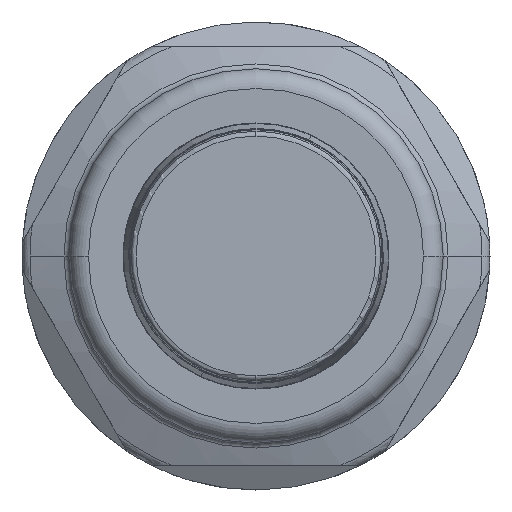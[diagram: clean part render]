
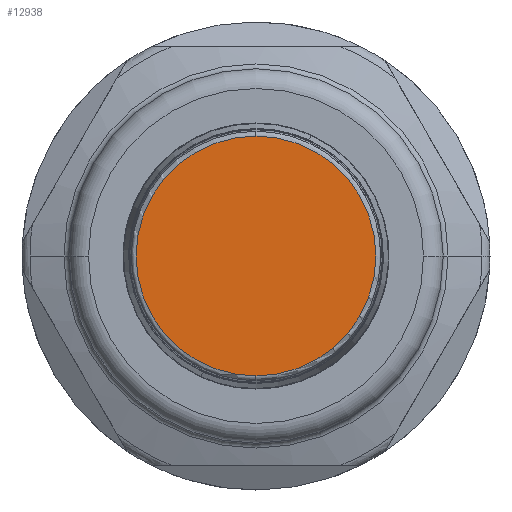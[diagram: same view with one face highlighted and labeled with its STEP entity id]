
A CAD part, left-side view. The second image highlights one B-rep face of the part: STEP entity #12938.
In plain terms, the highlighted planar face has unit normal (-1, 0, 0).
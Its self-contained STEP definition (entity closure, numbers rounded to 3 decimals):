
#165 = CARTESIAN_POINT ( 'NONE',  ( 40.8, 0., 0. ) ) ;
#956 = DIRECTION ( 'NONE',  ( 0., 0.417, -0.909 ) ) ;
#2046 = AXIS2_PLACEMENT_3D ( 'NONE', #6818, #3190, #12447 ) ;
#2061 = VERTEX_POINT ( 'NONE', #7291 ) ;
#3190 = DIRECTION ( 'NONE',  ( -1., 0., 0. ) ) ;
#3315 = AXIS2_PLACEMENT_3D ( 'NONE', #165, #8148, #13915 ) ;
#5257 = EDGE_CURVE ( 'NONE', #2061, #11056, #13885, .T. ) ;
#6688 = FACE_OUTER_BOUND ( 'NONE', #12312, .T. ) ;
#6818 = CARTESIAN_POINT ( 'NONE',  ( 40.8, 0., 0. ) ) ;
#6988 = CARTESIAN_POINT ( 'NONE',  ( 40.8, 4.566, 2.093 ) ) ;
#7291 = CARTESIAN_POINT ( 'NONE',  ( 40.8, 0., 4.869 ) ) ;
#8148 = DIRECTION ( 'NONE',  ( -1., 0., 0. ) ) ;
#9158 = ORIENTED_EDGE ( 'NONE', *, *, #5257, .T. ) ;
#10737 = CARTESIAN_POINT ( 'NONE',  ( 40.8, 0., -4.869 ) ) ;
#11056 = VERTEX_POINT ( 'NONE', #10737 ) ;
#11265 = DIRECTION ( 'NONE',  ( 1., 0., 0. ) ) ;
#12108 = EDGE_CURVE ( 'NONE', #11056, #2061, #13816, .T. ) ;
#12312 = EDGE_LOOP ( 'NONE', ( #12531, #9158 ) ) ;
#12447 = DIRECTION ( 'NONE',  ( 0., 0., -1. ) ) ;
#12531 = ORIENTED_EDGE ( 'NONE', *, *, #12108, .T. ) ;
#12693 = PLANE ( 'NONE',  #13823 ) ;
#12938 = ADVANCED_FACE ( 'NONE', ( #6688 ), #12693, .F. ) ;
#13816 = CIRCLE ( 'NONE', #2046, 4.869 ) ;
#13823 = AXIS2_PLACEMENT_3D ( 'NONE', #6988, #11265, #956 ) ;
#13885 = CIRCLE ( 'NONE', #3315, 4.869 ) ;
#13915 = DIRECTION ( 'NONE',  ( 0., 0., -1. ) ) ;
